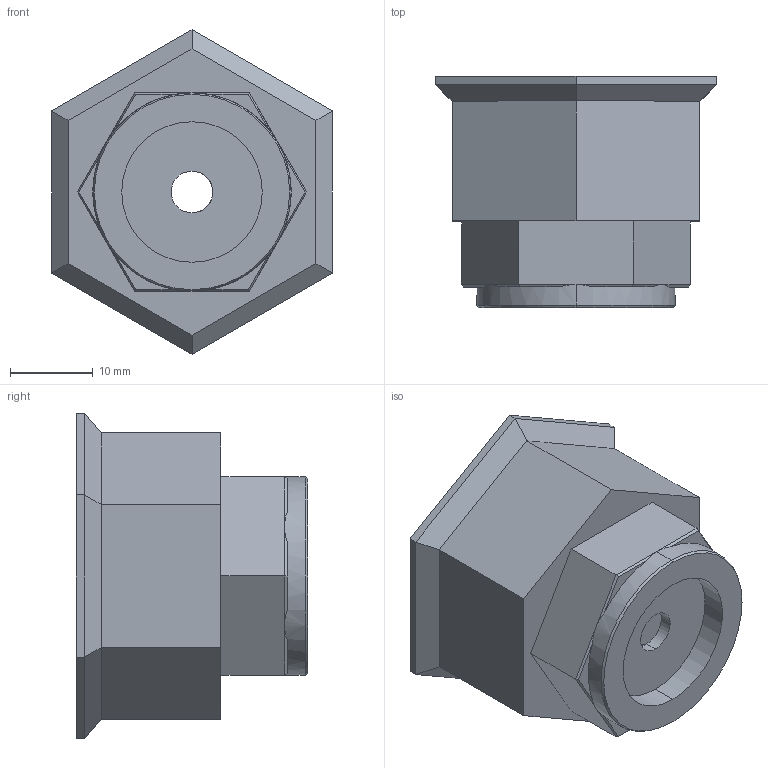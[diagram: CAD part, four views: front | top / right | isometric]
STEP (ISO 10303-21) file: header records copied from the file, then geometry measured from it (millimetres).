
FILE_DESCRIPTION (( 'STEP AP214' ), '1' );
FILE_NAME ('Wheel_Hub.STEP', '2024-11-24T10:39:09', ( '' ), ( '' ), 'SwSTEP 2.0', 'SolidWorks 2021', '' );
FILE_SCHEMA (( 'AUTOMOTIVE_DESIGN' ));
Length unit declared in the file: millimetre
Products named in the file (1): Wheel_Hub
Bounding box: 34 x 28 x 39.26 mm (x, y, z)
Volume: 16931.5 mm3; surface area: 5775.4 mm2
Topology: 1 solids, 1 shells, 80 faces, 183 edges, 112 vertices
Faces by surface type: plane 59, cylinder 17, cone 4
Entity records: 2329 total; most frequent: CARTESIAN_POINT 497, ORIENTED_EDGE 366, DIRECTION 365, EDGE_CURVE 183, VECTOR 129, LINE 129, AXIS2_PLACEMENT_3D 118, VERTEX_POINT 112
